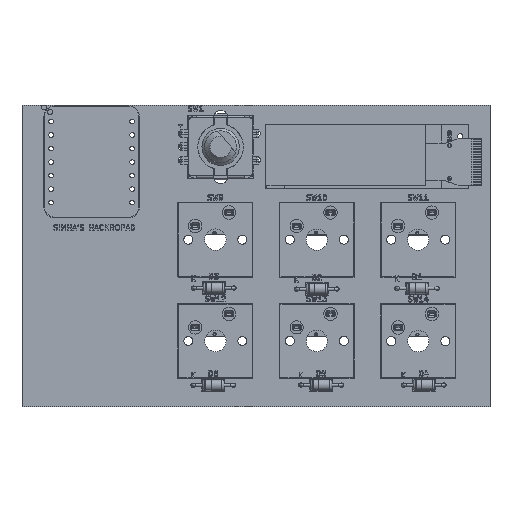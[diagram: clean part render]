
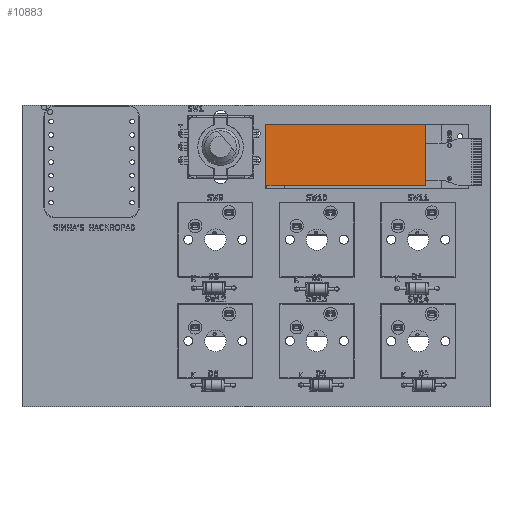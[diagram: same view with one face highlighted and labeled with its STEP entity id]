
A CAD part, top view. The second image highlights one B-rep face of the part: STEP entity #10883.
In plain terms, the highlighted face is planar.
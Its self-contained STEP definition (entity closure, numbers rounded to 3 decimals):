
#10774 = VERTEX_POINT('',#10775);
#10775 = CARTESIAN_POINT('',(30.,1.45,11.5));
#10781 = EDGE_CURVE('',#10782,#10774,#10784,.T.);
#10782 = VERTEX_POINT('',#10783);
#10783 = CARTESIAN_POINT('',(0.,1.45,11.5));
#10784 = LINE('',#10785,#10786);
#10785 = CARTESIAN_POINT('',(30.,1.45,11.5));
#10786 = VECTOR('',#10787,1.);
#10787 = DIRECTION('',(1.,0.,0.));
#10812 = EDGE_CURVE('',#10813,#10782,#10815,.T.);
#10813 = VERTEX_POINT('',#10814);
#10814 = CARTESIAN_POINT('',(0.,1.45,0.));
#10815 = LINE('',#10816,#10817);
#10816 = CARTESIAN_POINT('',(0.,1.45,11.5));
#10817 = VECTOR('',#10818,1.);
#10818 = DIRECTION('',(0.,0.,1.));
#10843 = EDGE_CURVE('',#10844,#10813,#10846,.T.);
#10844 = VERTEX_POINT('',#10845);
#10845 = CARTESIAN_POINT('',(30.,1.45,0.));
#10846 = LINE('',#10847,#10848);
#10847 = CARTESIAN_POINT('',(0.,1.45,0.));
#10848 = VECTOR('',#10849,1.);
#10849 = DIRECTION('',(-1.,0.,0.));
#10872 = EDGE_CURVE('',#10774,#10844,#10873,.T.);
#10873 = LINE('',#10874,#10875);
#10874 = CARTESIAN_POINT('',(30.,1.45,0.));
#10875 = VECTOR('',#10876,1.);
#10876 = DIRECTION('',(0.,0.,-1.));
#10883 = ADVANCED_FACE('',(#10884),#10890,.T.);
#10884 = FACE_BOUND('',#10885,.T.);
#10885 = EDGE_LOOP('',(#10886,#10887,#10888,#10889));
#10886 = ORIENTED_EDGE('',*,*,#10872,.T.);
#10887 = ORIENTED_EDGE('',*,*,#10843,.T.);
#10888 = ORIENTED_EDGE('',*,*,#10812,.T.);
#10889 = ORIENTED_EDGE('',*,*,#10781,.T.);
#10890 = PLANE('',#10891);
#10891 = AXIS2_PLACEMENT_3D('',#10892,#10893,#10894);
#10892 = CARTESIAN_POINT('',(15.,1.45,5.75));
#10893 = DIRECTION('',(0.,1.,0.));
#10894 = DIRECTION('',(0.,-0.,1.));
